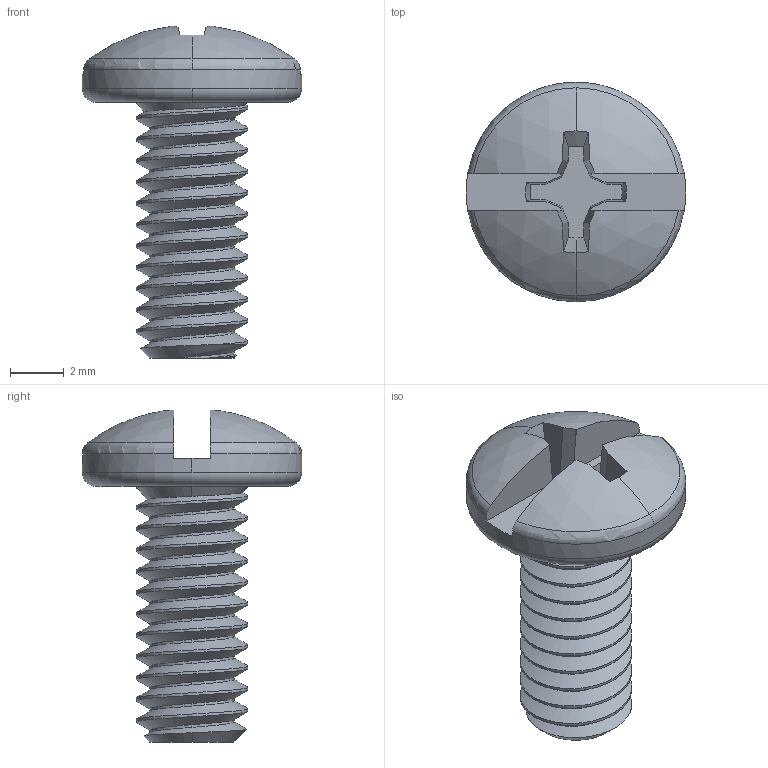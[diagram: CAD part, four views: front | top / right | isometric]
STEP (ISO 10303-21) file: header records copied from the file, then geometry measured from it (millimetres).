
FILE_DESCRIPTION (( 'STEP AP214' ), '1' );
FILE_NAME ('107608.STEP', '2011-07-09T18:56:02', ( 'LALo' ), ( 'Edi Foundation' ), 'SwSTEP 2.0', 'SolidWorks 2011', '' );
FILE_SCHEMA (( 'AUTOMOTIVE_DESIGN' ));
Length unit declared in the file: inch
Products named in the file (1): 107608
Bounding box: 8.18 x 8.18 x 12.37 mm (x, y, z)
Volume: 192.8 mm3; surface area: 358.3 mm2
Topology: 1 solids, 1 shells, 116 faces, 332 edges, 219 vertices
Faces by surface type: cylinder 62, plane 29, cone 13, torus 5, sphere 4, bspline 3
Entity records: 5887 total; most frequent: CARTESIAN_POINT 3165, ORIENTED_EDGE 664, DIRECTION 482, EDGE_CURVE 332, VERTEX_POINT 219, AXIS2_PLACEMENT_3D 177, VECTOR 128, LINE 128
